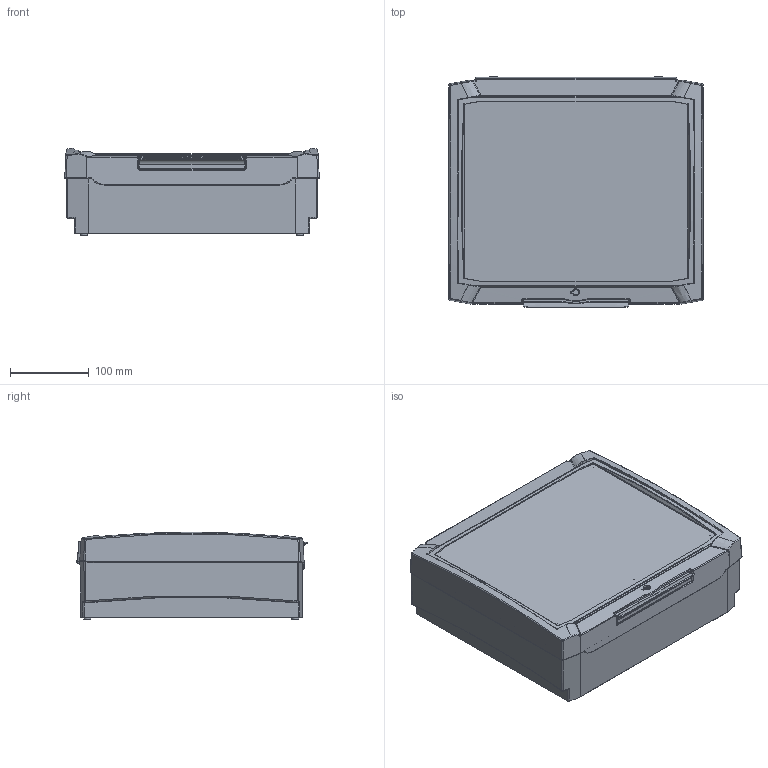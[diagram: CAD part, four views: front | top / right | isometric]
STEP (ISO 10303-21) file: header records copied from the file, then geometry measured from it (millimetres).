
FILE_DESCRIPTION(/* description */ (''),/* implementation_level */ '2;1');
FILE_NAME(/* name */ '2604190_3D.stp',/* time_stamp */ '2018-07-11T16:25:52+02:00',/* author */ ('haertel'),/* organization */ (''),/* preprocessor_version */ 'ST-DEVELOPER v16.13',/* originating_system */ 'Autodesk Inventor 2018',/* authorisation */ '');
FILE_SCHEMA (('AUTOMOTIVE_DESIGN { 1 0 10303 214 3 1 1 }'));
Products named in the file (6): 2604190_3D; 1011387_3D; PART1; PART13; 1009521_3Dsym; 1009524_3Dsym
Assembly tree (5 placements, depth 2):
  2604190_3D
    1011387_3D
    PART1
    PART13
    1009521_3Dsym
    1009524_3Dsym
Bounding box: 324 x 295.04 x 111.23 mm (x, y, z)
Volume: 1347543.8 mm3; surface area: 820302.8 mm2
Topology: 5 solids, 5 shells, 3380 faces, 8879 edges, 5546 vertices
Faces by surface type: plane 1689, cylinder 700, bspline 493, cone 322, sphere 151, torus 25
Full cylindrical faces by diameter (mm): 2 x2, 2.15 x8, 5.2 x4
Entity records: 141487 total; most frequent: CARTESIAN_POINT 60464, ORIENTED_EDGE 17100, DIRECTION 16427, EDGE_CURVE 8550, AXIS2_PLACEMENT_3D 5796, VERTEX_POINT 5507, LINE 4835, VECTOR 4835
